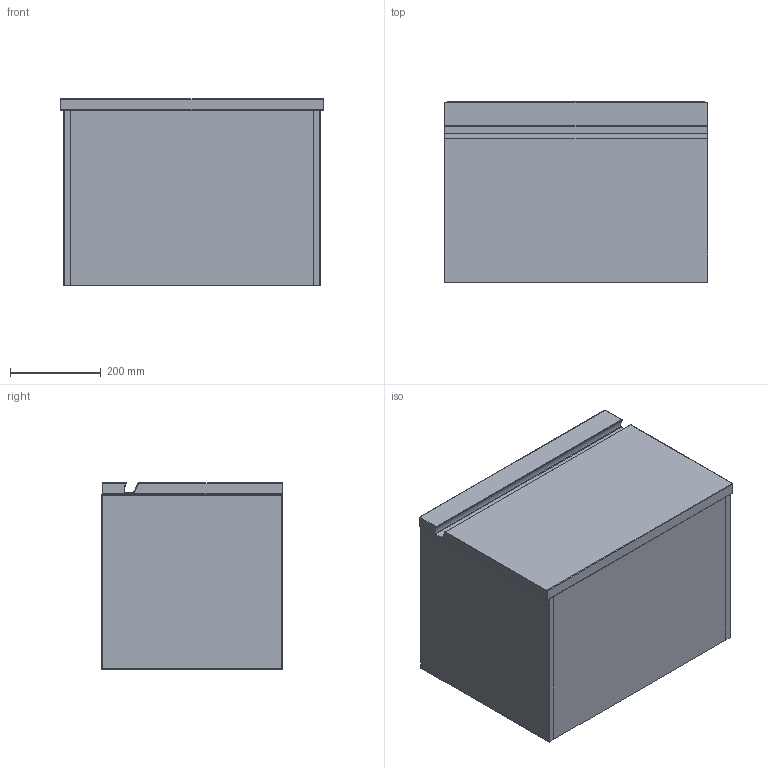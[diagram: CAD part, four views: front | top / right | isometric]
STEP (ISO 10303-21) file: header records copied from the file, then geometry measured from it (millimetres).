
FILE_DESCRIPTION (( 'STEP AP214' ), '1' );
FILE_NAME ('MA060W_v10221.STEP', '2021-02-12T10:56:38', ( '' ), ( '' ), 'SwSTEP 2.0', 'SolidWorks 2019', '' );
FILE_SCHEMA (( 'AUTOMOTIVE_DESIGN' ));
Length unit declared in the file: millimetre
Products named in the file (3): MA060W_v10221; Front_600; Base and panels_600
Assembly tree (2 placements, depth 2):
  MA060W_v10221
    Base and panels_600
    Front_600
Bounding box: 580 x 400 x 412 mm (x, y, z)
Volume: 21568899.3 mm3; surface area: 2547402.2 mm2
Topology: 11 solids, 11 shells, 120 faces, 253 edges, 143 vertices
Faces by surface type: plane 69, cylinder 31, sphere 13, torus 7
Entity records: 3233 total; most frequent: DIRECTION 544, CARTESIAN_POINT 533, ORIENTED_EDGE 482, EDGE_CURVE 241, AXIS2_PLACEMENT_3D 186, LINE 172, VECTOR 172, VERTEX_POINT 143
